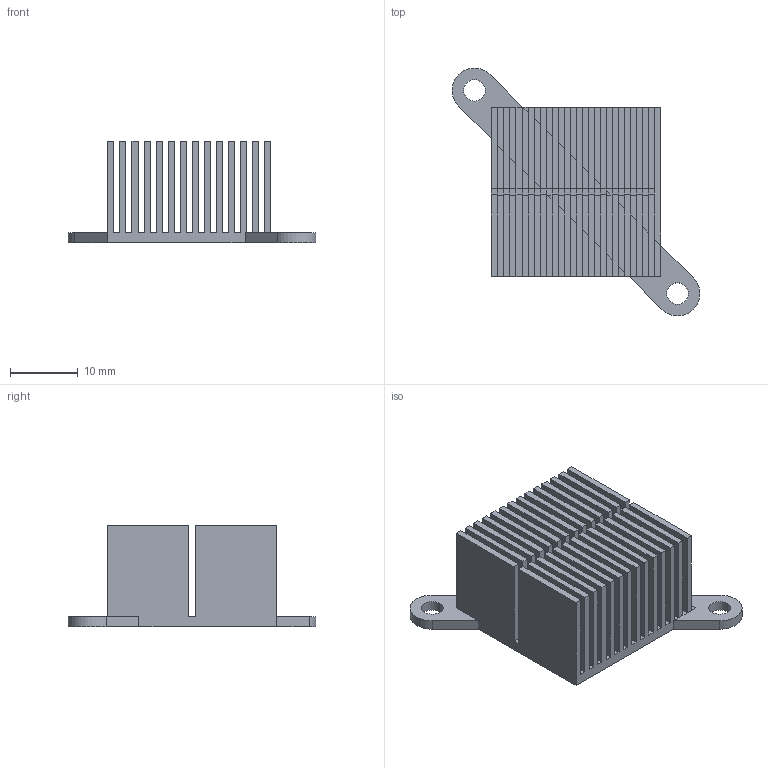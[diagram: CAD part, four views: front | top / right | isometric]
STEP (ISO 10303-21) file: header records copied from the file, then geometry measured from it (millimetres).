
FILE_DESCRIPTION(('FreeCAD Model'),'2;1');
FILE_NAME('Open CASCADE Shape Model','2024-01-28T23:58:21',(''),(''), 'Open CASCADE STEP processor 7.6','FreeCAD','Unknown');
FILE_SCHEMA(('AUTOMOTIVE_DESIGN { 1 0 10303 214 1 1 1 1 }'));
Length unit declared in the file: millimetre
Products named in the file (1): Body
Bounding box: 36.57 x 36.57 x 15 mm (x, y, z)
Volume: 5149.2 mm3; surface area: 11438.2 mm2
Topology: 1 solids, 1 shells, 213 faces, 506 edges, 295 vertices
Faces by surface type: plane 209, cylinder 4
Full cylindrical faces by diameter (mm): 3.175 x2
Entity records: 12468 total; most frequent: CARTESIAN_POINT 2091, DIRECTION 1930, LINE 1486, VECTOR 1486, ORIENTED_EDGE 1012, PCURVE 1012, DEFINITIONAL_REPRESENTATION 1012, EDGE_CURVE 506
